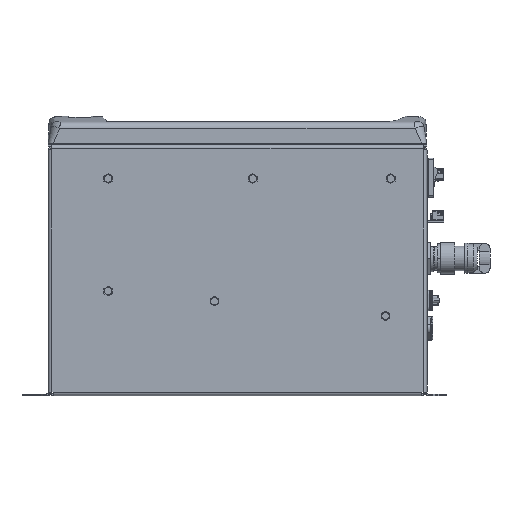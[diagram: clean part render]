
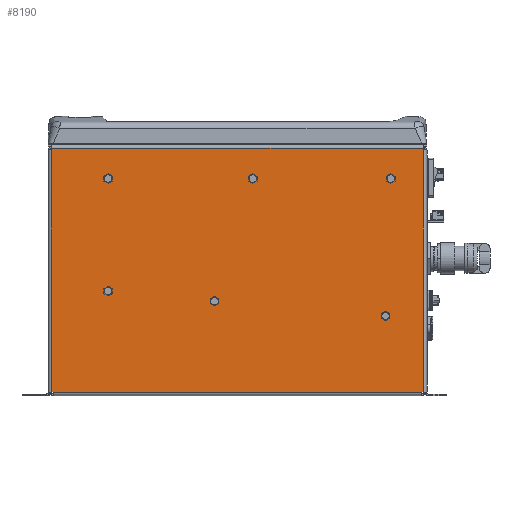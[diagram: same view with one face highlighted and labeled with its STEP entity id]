
A CAD part, left-side view. The second image highlights one B-rep face of the part: STEP entity #8190.
In plain terms, the highlighted planar face has unit normal (-1, 0, 0).
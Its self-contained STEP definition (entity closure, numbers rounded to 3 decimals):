
#663=DIRECTION('',(0.,-1.,0.));
#664=VECTOR('',#663,13.692);
#665=CARTESIAN_POINT('',(-3.,6.846,0.12));
#666=LINE('',#665,#664);
#1023=DIRECTION('',(0.,0.,-1.));
#1024=VECTOR('',#1023,0.06);
#1025=CARTESIAN_POINT('',(-3.,6.906,9.19));
#1026=LINE('',#1025,#1024);
#1027=DIRECTION('',(0.,0.,-1.));
#1028=VECTOR('',#1027,0.06);
#1029=CARTESIAN_POINT('',(-3.,-6.906,9.19));
#1030=LINE('',#1029,#1028);
#1031=DIRECTION('',(0.,1.,0.));
#1032=VECTOR('',#1031,0.06);
#1033=CARTESIAN_POINT('',(-3.,-6.906,0.12));
#1034=LINE('',#1033,#1032);
#1035=DIRECTION('',(0.,-1.,0.));
#1036=VECTOR('',#1035,0.06);
#1037=CARTESIAN_POINT('',(-3.,6.906,0.12));
#1038=LINE('',#1037,#1036);
#1039=CARTESIAN_POINT('',(-3.,-5.697,8.06));
#1040=DIRECTION('',(-1.,0.,0.));
#1041=DIRECTION('',(0.,1.,0.));
#1042=AXIS2_PLACEMENT_3D('',#1039,#1040,#1041);
#1044=CARTESIAN_POINT('',(-3.,-5.697,8.06));
#1045=DIRECTION('',(-1.,0.,0.));
#1046=DIRECTION('',(0.,-1.,0.));
#1047=AXIS2_PLACEMENT_3D('',#1044,#1045,#1046);
#1049=CARTESIAN_POINT('',(-3.,-0.572,8.06));
#1050=DIRECTION('',(-1.,0.,0.));
#1051=DIRECTION('',(0.,1.,0.));
#1052=AXIS2_PLACEMENT_3D('',#1049,#1050,#1051);
#1054=CARTESIAN_POINT('',(-3.,-0.572,8.06));
#1055=DIRECTION('',(-1.,0.,0.));
#1056=DIRECTION('',(0.,-1.,0.));
#1057=AXIS2_PLACEMENT_3D('',#1054,#1055,#1056);
#1059=CARTESIAN_POINT('',(-3.,4.803,8.06));
#1060=DIRECTION('',(-1.,0.,0.));
#1061=DIRECTION('',(0.,1.,0.));
#1062=AXIS2_PLACEMENT_3D('',#1059,#1060,#1061);
#1064=CARTESIAN_POINT('',(-3.,4.803,8.06));
#1065=DIRECTION('',(-1.,0.,0.));
#1066=DIRECTION('',(0.,-1.,0.));
#1067=AXIS2_PLACEMENT_3D('',#1064,#1065,#1066);
#1069=CARTESIAN_POINT('',(-3.,4.803,3.884));
#1070=DIRECTION('',(-1.,0.,0.));
#1071=DIRECTION('',(0.,1.,0.));
#1072=AXIS2_PLACEMENT_3D('',#1069,#1070,#1071);
#1074=CARTESIAN_POINT('',(-3.,4.803,3.884));
#1075=DIRECTION('',(-1.,0.,0.));
#1076=DIRECTION('',(0.,-1.,0.));
#1077=AXIS2_PLACEMENT_3D('',#1074,#1075,#1076);
#1079=CARTESIAN_POINT('',(-3.,0.853,3.51));
#1080=DIRECTION('',(-1.,0.,0.));
#1081=DIRECTION('',(0.,1.,0.));
#1082=AXIS2_PLACEMENT_3D('',#1079,#1080,#1081);
#1084=CARTESIAN_POINT('',(-3.,0.853,3.51));
#1085=DIRECTION('',(-1.,0.,0.));
#1086=DIRECTION('',(0.,-1.,0.));
#1087=AXIS2_PLACEMENT_3D('',#1084,#1085,#1086);
#1089=CARTESIAN_POINT('',(-3.,-5.501,2.96));
#1090=DIRECTION('',(-1.,0.,0.));
#1091=DIRECTION('',(0.,1.,0.));
#1092=AXIS2_PLACEMENT_3D('',#1089,#1090,#1091);
#1094=CARTESIAN_POINT('',(-3.,-5.501,2.96));
#1095=DIRECTION('',(-1.,0.,0.));
#1096=DIRECTION('',(0.,-1.,0.));
#1097=AXIS2_PLACEMENT_3D('',#1094,#1095,#1096);
#1109=DIRECTION('',(0.,-1.,0.));
#1110=VECTOR('',#1109,13.812);
#1111=CARTESIAN_POINT('',(-3.,6.906,9.19));
#1112=LINE('',#1111,#1110);
#2532=DIRECTION('',(0.,0.,-1.));
#2533=VECTOR('',#2532,9.01);
#2534=CARTESIAN_POINT('',(-3.,-6.906,9.13));
#2535=LINE('',#2534,#2533);
#3970=DIRECTION('',(0.,0.,1.));
#3971=VECTOR('',#3970,9.01);
#3972=CARTESIAN_POINT('',(-3.,6.906,0.12));
#3973=LINE('',#3972,#3971);
#5323=CARTESIAN_POINT('',(-3.,6.846,0.12));
#5324=CARTESIAN_POINT('',(-3.,-6.846,0.12));
#5325=VERTEX_POINT('',#5323);
#5326=VERTEX_POINT('',#5324);
#5351=CARTESIAN_POINT('',(-3.,-6.906,0.12));
#5352=VERTEX_POINT('',#5351);
#5364=CARTESIAN_POINT('',(-3.,-6.906,9.13));
#5366=VERTEX_POINT('',#5364);
#5372=CARTESIAN_POINT('',(-3.,6.906,9.13));
#5374=VERTEX_POINT('',#5372);
#5375=CARTESIAN_POINT('',(-3.,-6.906,9.19));
#5376=VERTEX_POINT('',#5375);
#5377=CARTESIAN_POINT('',(-3.,6.906,9.19));
#5378=VERTEX_POINT('',#5377);
#5407=CARTESIAN_POINT('',(-3.,6.906,0.12));
#5408=VERTEX_POINT('',#5407);
#6435=CARTESIAN_POINT('',(-3.,-5.557,8.06));
#6436=CARTESIAN_POINT('',(-3.,-5.838,8.06));
#6437=VERTEX_POINT('',#6435);
#6438=VERTEX_POINT('',#6436);
#6439=CARTESIAN_POINT('',(-3.,-0.432,8.06));
#6440=CARTESIAN_POINT('',(-3.,-0.713,8.06));
#6441=VERTEX_POINT('',#6439);
#6442=VERTEX_POINT('',#6440);
#6443=CARTESIAN_POINT('',(-3.,4.944,8.06));
#6444=CARTESIAN_POINT('',(-3.,4.663,8.06));
#6445=VERTEX_POINT('',#6443);
#6446=VERTEX_POINT('',#6444);
#6447=CARTESIAN_POINT('',(-3.,4.944,3.884));
#6448=CARTESIAN_POINT('',(-3.,4.663,3.884));
#6449=VERTEX_POINT('',#6447);
#6450=VERTEX_POINT('',#6448);
#6451=CARTESIAN_POINT('',(-3.,0.994,3.51));
#6452=CARTESIAN_POINT('',(-3.,0.713,3.51));
#6453=VERTEX_POINT('',#6451);
#6454=VERTEX_POINT('',#6452);
#6455=CARTESIAN_POINT('',(-3.,-5.361,2.96));
#6456=CARTESIAN_POINT('',(-3.,-5.642,2.96));
#6457=VERTEX_POINT('',#6455);
#6458=VERTEX_POINT('',#6456);
#8133=CARTESIAN_POINT('',(-3.,3.687,0.));
#8134=DIRECTION('',(-1.,0.,0.));
#8135=DIRECTION('',(0.,-1.,0.));
#8136=AXIS2_PLACEMENT_3D('',#8133,#8134,#8135);
#8137=PLANE('',#8136);
#8138=ORIENTED_EDGE('',*,*,#8123,.F.);
#8140=ORIENTED_EDGE('',*,*,#8139,.T.);
#8142=ORIENTED_EDGE('',*,*,#8141,.T.);
#8144=ORIENTED_EDGE('',*,*,#8143,.T.);
#8146=ORIENTED_EDGE('',*,*,#8145,.T.);
#8147=ORIENTED_EDGE('',*,*,#7778,.F.);
#8149=ORIENTED_EDGE('',*,*,#8148,.F.);
#8151=ORIENTED_EDGE('',*,*,#8150,.T.);
#8152=EDGE_LOOP('',(#8138,#8140,#8142,#8144,#8146,#8147,#8149,#8151));
#8153=FACE_OUTER_BOUND('',#8152,.F.);
#8155=ORIENTED_EDGE('',*,*,#8154,.T.);
#8157=ORIENTED_EDGE('',*,*,#8156,.T.);
#8158=EDGE_LOOP('',(#8155,#8157));
#8159=FACE_BOUND('',#8158,.F.);
#8161=ORIENTED_EDGE('',*,*,#8160,.T.);
#8163=ORIENTED_EDGE('',*,*,#8162,.T.);
#8164=EDGE_LOOP('',(#8161,#8163));
#8165=FACE_BOUND('',#8164,.F.);
#8167=ORIENTED_EDGE('',*,*,#8166,.T.);
#8169=ORIENTED_EDGE('',*,*,#8168,.T.);
#8170=EDGE_LOOP('',(#8167,#8169));
#8171=FACE_BOUND('',#8170,.F.);
#8173=ORIENTED_EDGE('',*,*,#8172,.T.);
#8175=ORIENTED_EDGE('',*,*,#8174,.T.);
#8176=EDGE_LOOP('',(#8173,#8175));
#8177=FACE_BOUND('',#8176,.F.);
#8179=ORIENTED_EDGE('',*,*,#8178,.T.);
#8181=ORIENTED_EDGE('',*,*,#8180,.T.);
#8182=EDGE_LOOP('',(#8179,#8181));
#8183=FACE_BOUND('',#8182,.F.);
#8185=ORIENTED_EDGE('',*,*,#8184,.T.);
#8187=ORIENTED_EDGE('',*,*,#8186,.T.);
#8188=EDGE_LOOP('',(#8185,#8187));
#8189=FACE_BOUND('',#8188,.F.);
#8190=ADVANCED_FACE('',(#8153,#8159,#8165,#8171,#8177,#8183,#8189),#8137,.T.);
#1043=CIRCLE('',#1042,0.141);
#1048=CIRCLE('',#1047,0.141);
#1053=CIRCLE('',#1052,0.141);
#1058=CIRCLE('',#1057,0.141);
#1063=CIRCLE('',#1062,0.141);
#1068=CIRCLE('',#1067,0.141);
#1073=CIRCLE('',#1072,0.141);
#1078=CIRCLE('',#1077,0.141);
#1083=CIRCLE('',#1082,0.141);
#1088=CIRCLE('',#1087,0.141);
#1093=CIRCLE('',#1092,0.141);
#1098=CIRCLE('',#1097,0.141);
#7778=EDGE_CURVE('',#5325,#5326,#666,.T.);
#8123=EDGE_CURVE('',#5378,#5374,#1026,.T.);
#8139=EDGE_CURVE('',#5378,#5376,#1112,.T.);
#8141=EDGE_CURVE('',#5376,#5366,#1030,.T.);
#8143=EDGE_CURVE('',#5366,#5352,#2535,.T.);
#8145=EDGE_CURVE('',#5352,#5326,#1034,.T.);
#8148=EDGE_CURVE('',#5408,#5325,#1038,.T.);
#8150=EDGE_CURVE('',#5408,#5374,#3973,.T.);
#8154=EDGE_CURVE('',#6437,#6438,#1043,.T.);
#8156=EDGE_CURVE('',#6438,#6437,#1048,.T.);
#8160=EDGE_CURVE('',#6441,#6442,#1053,.T.);
#8162=EDGE_CURVE('',#6442,#6441,#1058,.T.);
#8166=EDGE_CURVE('',#6445,#6446,#1063,.T.);
#8168=EDGE_CURVE('',#6446,#6445,#1068,.T.);
#8172=EDGE_CURVE('',#6449,#6450,#1073,.T.);
#8174=EDGE_CURVE('',#6450,#6449,#1078,.T.);
#8178=EDGE_CURVE('',#6453,#6454,#1083,.T.);
#8180=EDGE_CURVE('',#6454,#6453,#1088,.T.);
#8184=EDGE_CURVE('',#6457,#6458,#1093,.T.);
#8186=EDGE_CURVE('',#6458,#6457,#1098,.T.);
